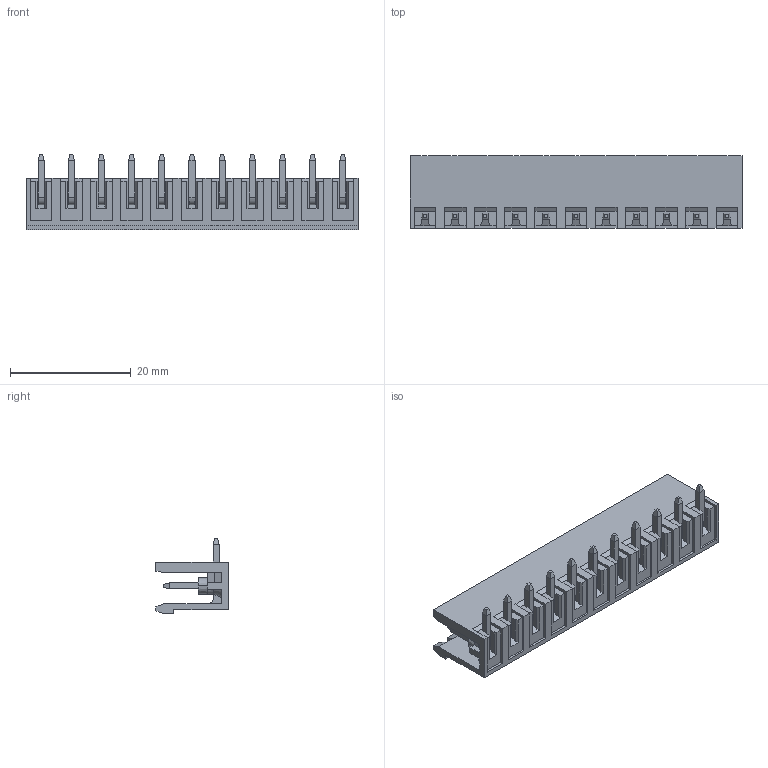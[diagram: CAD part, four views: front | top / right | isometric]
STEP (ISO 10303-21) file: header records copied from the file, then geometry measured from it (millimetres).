
FILE_DESCRIPTION(('FreeCAD Model'),'2;1');
FILE_NAME('Open CASCADE Shape Model','2024-11-10T20:40:33',(''),(''), 'Open CASCADE STEP processor 7.6','FreeCAD','Unknown');
FILE_SCHEMA(('AUTOMOTIVE_DESIGN { 1 0 10303 214 1 1 1 1 }'));
Length unit declared in the file: millimetre
Products named in the file (1): CUI_DEVICES_TBP04R1-500-11BE
Bounding box: 55 x 12 x 12.5 mm (x, y, z)
Volume: 2161.1 mm3; surface area: 4462.5 mm2
Topology: 1 solids, 1 shells, 789 faces, 2130 edges, 1354 vertices
Faces by surface type: plane 679, cone 66, cylinder 44
Entity records: 29991 total; most frequent: CARTESIAN_POINT 4747, ORIENTED_EDGE 4260, DIRECTION 3853, EDGE_CURVE 2130, LINE 1745, VECTOR 1745, VERTEX_POINT 1354, AXIS2_PLACEMENT_3D 1054
